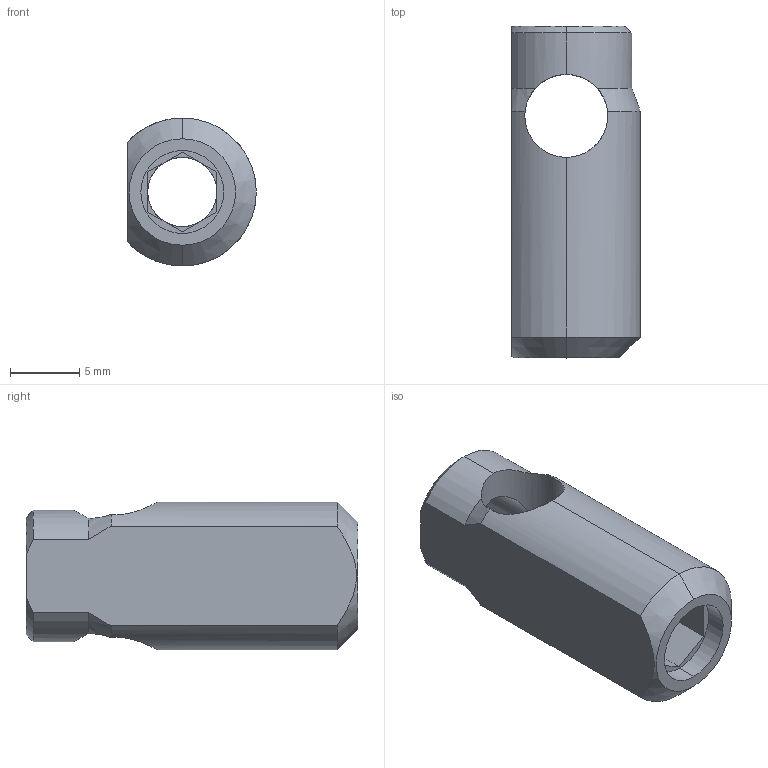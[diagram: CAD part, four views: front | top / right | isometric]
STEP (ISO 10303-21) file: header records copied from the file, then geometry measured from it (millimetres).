
FILE_DESCRIPTION (( 'STEP AP214' ), '1' );
FILE_NAME ('099GS084.STEP', '2015-06-18T14:52:42', ( 'Not-Admin' ), ( 'Hewlett-Packard Company' ), 'SwSTEP 2.0', 'SolidWorks 2014', '' );
FILE_SCHEMA (( 'AUTOMOTIVE_DESIGN' ));
Length unit declared in the file: millimetre
Products named in the file (1): 099GS084
Bounding box: 9.3 x 24 x 10.7 mm (x, y, z)
Volume: 1212.7 mm3; surface area: 1233.6 mm2
Topology: 1 solids, 1 shells, 40 faces, 105 edges, 66 vertices
Faces by surface type: plane 16, cylinder 14, cone 10
Entity records: 1527 total; most frequent: CARTESIAN_POINT 517, ORIENTED_EDGE 210, DIRECTION 195, EDGE_CURVE 105, AXIS2_PLACEMENT_3D 74, VERTEX_POINT 66, VECTOR 47, LINE 47
